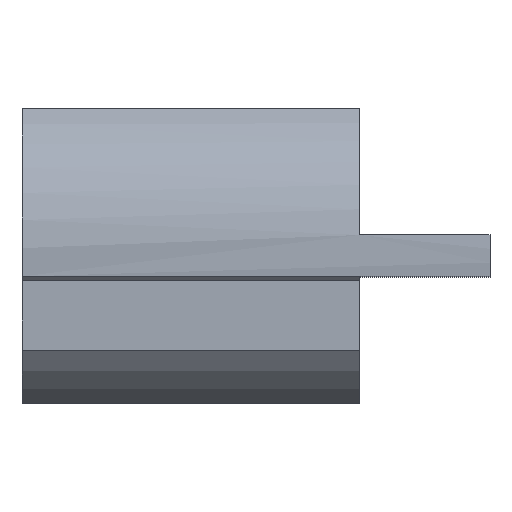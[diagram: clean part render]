
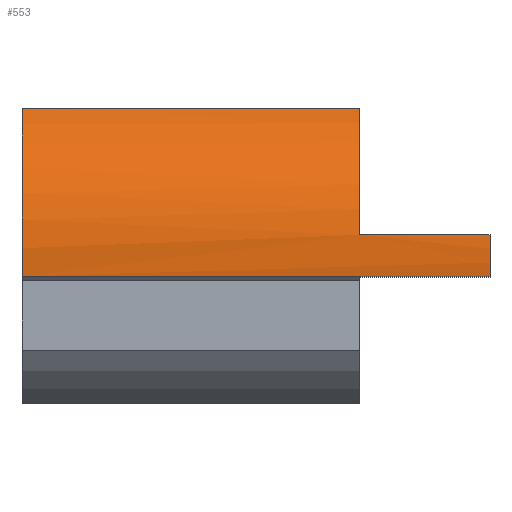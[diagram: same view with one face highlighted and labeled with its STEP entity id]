
A CAD part, top view. The second image highlights one B-rep face of the part: STEP entity #553.
In plain terms, the highlighted cylindrical face has radius 4.19 mm (diameter 8.38 mm), a partial arc.
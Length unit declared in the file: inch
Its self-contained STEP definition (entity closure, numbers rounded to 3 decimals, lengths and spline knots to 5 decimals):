
#18=DIRECTION('',(1.,0.,0.));
#19=VECTOR('',#18,0.32362);
#20=CARTESIAN_POINT('',(0.,0.14173,0.0844));
#21=LINE('',#20,#19);
#22=CARTESIAN_POINT('',(0.32362,0.,0.));
#23=DIRECTION('',(1.,0.,0.));
#24=DIRECTION('',(0.,0.859,0.512));
#25=AXIS2_PLACEMENT_3D('',#22,#23,#24);
#27=DIRECTION('',(1.,0.,0.));
#28=VECTOR('',#27,0.1252);
#29=CARTESIAN_POINT('',(0.32362,0.01988,0.16376));
#30=LINE('',#29,#28);
#31=CARTESIAN_POINT('',(0.44882,0.,0.));
#32=DIRECTION('',(1.,0.,0.));
#33=DIRECTION('',(0.,0.121,0.993));
#34=AXIS2_PLACEMENT_3D('',#31,#32,#33);
#104=DIRECTION('',(1.,0.,0.));
#105=VECTOR('',#104,0.44882);
#106=CARTESIAN_POINT('',(0.,-0.01988,0.16376));
#107=LINE('',#106,#105);
#151=CARTESIAN_POINT('',(0.,0.,0.));
#152=DIRECTION('',(1.,0.,0.));
#153=DIRECTION('',(0.,0.859,0.512));
#154=AXIS2_PLACEMENT_3D('',#151,#152,#153);
#381=CARTESIAN_POINT('',(0.44882,0.01988,
0.16376));
#382=CARTESIAN_POINT('',(0.44882,-0.01988,
0.16376));
#383=VERTEX_POINT('',#381);
#384=VERTEX_POINT('',#382);
#405=CARTESIAN_POINT('',(0.32362,0.01988,
0.16376));
#406=VERTEX_POINT('',#405);
#417=CARTESIAN_POINT('',(0.,0.14173,0.0844));
#418=CARTESIAN_POINT('',(0.32362,0.14173,
0.0844));
#419=VERTEX_POINT('',#417);
#420=VERTEX_POINT('',#418);
#433=CARTESIAN_POINT('',(0.,-0.01988,0.16376));
#434=VERTEX_POINT('',#433);
#536=CARTESIAN_POINT('',(-0.02244,0.,0.));
#537=DIRECTION('',(1.,0.,0.));
#538=DIRECTION('',(0.,-1.,0.));
#539=AXIS2_PLACEMENT_3D('',#536,#537,#538);
#540=CYLINDRICAL_SURFACE('',#539,0.16496);
#542=ORIENTED_EDGE('',*,*,#541,.T.);
#544=ORIENTED_EDGE('',*,*,#543,.T.);
#545=ORIENTED_EDGE('',*,*,#529,.T.);
#546=ORIENTED_EDGE('',*,*,#500,.T.);
#548=ORIENTED_EDGE('',*,*,#547,.F.);
#550=ORIENTED_EDGE('',*,*,#549,.F.);
#551=EDGE_LOOP('',(#542,#544,#545,#546,#548,#550));
#552=FACE_OUTER_BOUND('',#551,.F.);
#553=ADVANCED_FACE('',(#552),#540,.T.);
#26=CIRCLE('',#25,0.16496);
#35=CIRCLE('',#34,0.16496);
#155=CIRCLE('',#154,0.16496);
#500=EDGE_CURVE('',#383,#384,#35,.T.);
#529=EDGE_CURVE('',#406,#383,#30,.T.);
#541=EDGE_CURVE('',#419,#420,#21,.T.);
#543=EDGE_CURVE('',#420,#406,#26,.T.);
#547=EDGE_CURVE('',#434,#384,#107,.T.);
#549=EDGE_CURVE('',#419,#434,#155,.T.);
